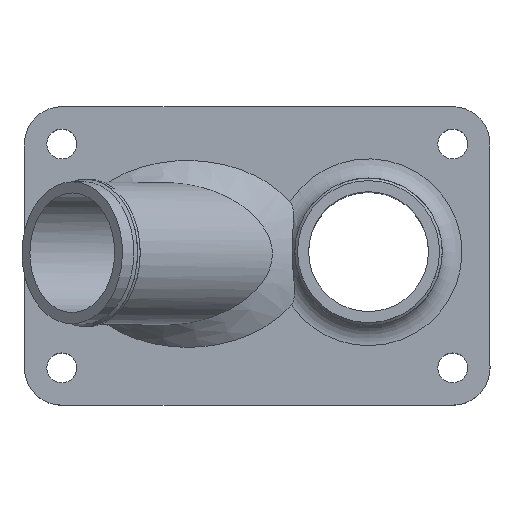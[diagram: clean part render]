
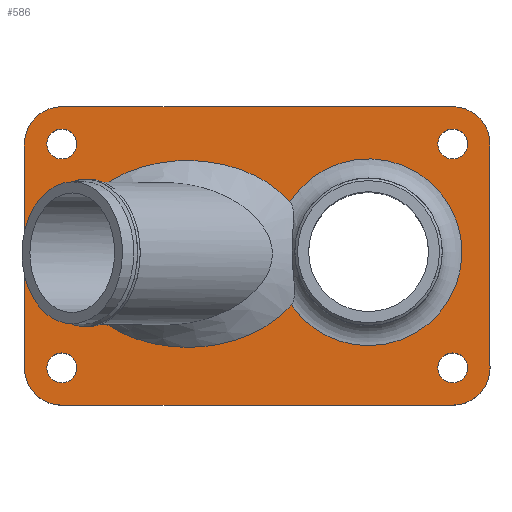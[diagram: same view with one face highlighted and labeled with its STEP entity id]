
A CAD part, front view. The second image highlights one B-rep face of the part: STEP entity #586.
In plain terms, the highlighted planar face has unit normal (0, -1, 0.007).
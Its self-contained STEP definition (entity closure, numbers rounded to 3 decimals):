
#30=B_SPLINE_CURVE_WITH_KNOTS('',3,(#1068,#1069,#1070,#1071,#1072,#1073,
#1074,#1075,#1076,#1077,#1078,#1079,#1080,#1081,#1082,#1083,#1084),
 .UNSPECIFIED.,.F.,.F.,(4,1,1,1,1,1,1,1,1,1,1,1,1,1,4),(-2.584,
-2.244,-1.795,-1.346,-1.047,
-0.748,-0.449,-0.15,0.15,
0.449,0.748,1.346,1.646,2.244,
2.608),.UNSPECIFIED.);
#54=FACE_BOUND('',#135,.T.);
#55=FACE_BOUND('',#136,.T.);
#56=FACE_BOUND('',#137,.T.);
#57=FACE_BOUND('',#138,.T.);
#58=FACE_BOUND('',#139,.T.);
#71=PLANE('',#661);
#94=FACE_OUTER_BOUND('',#134,.T.);
#134=EDGE_LOOP('',(#473,#474,#475,#476,#477,#478,#479,#480));
#135=EDGE_LOOP('',(#481));
#136=EDGE_LOOP('',(#482));
#137=EDGE_LOOP('',(#483));
#138=EDGE_LOOP('',(#484));
#139=EDGE_LOOP('',(#485,#486,#487));
#172=LINE('',#1048,#204);
#173=LINE('',#1052,#205);
#174=LINE('',#1056,#206);
#175=LINE('',#1059,#207);
#204=VECTOR('',#801,10.);
#205=VECTOR('',#804,10.);
#206=VECTOR('',#807,10.);
#207=VECTOR('',#810,10.);
#249=CIRCLE('',#659,12.525);
#250=CIRCLE('',#660,12.525);
#251=CIRCLE('',#662,5.);
#252=CIRCLE('',#663,5.);
#253=CIRCLE('',#664,5.);
#254=CIRCLE('',#665,5.);
#255=CIRCLE('',#666,2.);
#256=CIRCLE('',#667,2.);
#257=CIRCLE('',#668,2.);
#258=CIRCLE('',#669,2.);
#292=VERTEX_POINT('',#990);
#293=VERTEX_POINT('',#992);
#295=VERTEX_POINT('',#1021);
#296=VERTEX_POINT('',#1044);
#297=VERTEX_POINT('',#1045);
#298=VERTEX_POINT('',#1047);
#299=VERTEX_POINT('',#1049);
#300=VERTEX_POINT('',#1051);
#301=VERTEX_POINT('',#1053);
#302=VERTEX_POINT('',#1055);
#303=VERTEX_POINT('',#1057);
#304=VERTEX_POINT('',#1060);
#305=VERTEX_POINT('',#1062);
#306=VERTEX_POINT('',#1064);
#307=VERTEX_POINT('',#1066);
#357=EDGE_CURVE('',#292,#293,#249,.T.);
#360=EDGE_CURVE('',#295,#292,#250,.T.);
#361=EDGE_CURVE('',#296,#297,#251,.F.);
#362=EDGE_CURVE('',#296,#298,#172,.F.);
#363=EDGE_CURVE('',#299,#298,#252,.F.);
#364=EDGE_CURVE('',#299,#300,#173,.F.);
#365=EDGE_CURVE('',#301,#300,#253,.F.);
#366=EDGE_CURVE('',#301,#302,#174,.F.);
#367=EDGE_CURVE('',#303,#302,#254,.F.);
#368=EDGE_CURVE('',#303,#297,#175,.F.);
#369=EDGE_CURVE('',#304,#304,#255,.F.);
#370=EDGE_CURVE('',#305,#305,#256,.F.);
#371=EDGE_CURVE('',#306,#306,#257,.F.);
#372=EDGE_CURVE('',#307,#307,#258,.F.);
#373=EDGE_CURVE('',#293,#295,#30,.T.);
#473=ORIENTED_EDGE('',*,*,#361,.F.);
#474=ORIENTED_EDGE('',*,*,#362,.T.);
#475=ORIENTED_EDGE('',*,*,#363,.F.);
#476=ORIENTED_EDGE('',*,*,#364,.T.);
#477=ORIENTED_EDGE('',*,*,#365,.F.);
#478=ORIENTED_EDGE('',*,*,#366,.T.);
#479=ORIENTED_EDGE('',*,*,#367,.F.);
#480=ORIENTED_EDGE('',*,*,#368,.T.);
#481=ORIENTED_EDGE('',*,*,#369,.T.);
#482=ORIENTED_EDGE('',*,*,#370,.T.);
#483=ORIENTED_EDGE('',*,*,#371,.T.);
#484=ORIENTED_EDGE('',*,*,#372,.T.);
#485=ORIENTED_EDGE('',*,*,#360,.F.);
#486=ORIENTED_EDGE('',*,*,#373,.F.);
#487=ORIENTED_EDGE('',*,*,#357,.F.);
#586=ADVANCED_FACE('',(#94,#54,#55,#56,#57,#58),#71,.T.);
#659=AXIS2_PLACEMENT_3D('',#993,#793,#794);
#660=AXIS2_PLACEMENT_3D('',#1042,#795,#796);
#661=AXIS2_PLACEMENT_3D('',#1043,#797,#798);
#662=AXIS2_PLACEMENT_3D('',#1046,#799,#800);
#663=AXIS2_PLACEMENT_3D('',#1050,#802,#803);
#664=AXIS2_PLACEMENT_3D('',#1054,#805,#806);
#665=AXIS2_PLACEMENT_3D('',#1058,#808,#809);
#666=AXIS2_PLACEMENT_3D('',#1061,#811,#812);
#667=AXIS2_PLACEMENT_3D('',#1063,#813,#814);
#668=AXIS2_PLACEMENT_3D('',#1065,#815,#816);
#669=AXIS2_PLACEMENT_3D('',#1067,#817,#818);
#793=DIRECTION('center_axis',(0.,-1.,0.007));
#794=DIRECTION('ref_axis',(1.,0.,0.014));
#795=DIRECTION('center_axis',(0.,-1.,0.007));
#796=DIRECTION('ref_axis',(1.,0.,0.014));
#797=DIRECTION('center_axis',(0.,-1.,0.007));
#798=DIRECTION('ref_axis',(0.,-0.007,-1.));
#799=DIRECTION('center_axis',(0.,-1.,0.007));
#800=DIRECTION('ref_axis',(0.707,-0.005,-0.707));
#801=DIRECTION('',(0.,-0.007,-1.));
#802=DIRECTION('center_axis',(0.,-1.,0.007));
#803=DIRECTION('ref_axis',(0.707,0.005,0.707));
#804=DIRECTION('',(1.,0.,0.));
#805=DIRECTION('center_axis',(0.,-1.,0.007));
#806=DIRECTION('ref_axis',(-0.707,0.005,0.707));
#807=DIRECTION('',(0.,0.007,1.));
#808=DIRECTION('center_axis',(0.,-1.,0.007));
#809=DIRECTION('ref_axis',(-0.707,-0.005,-0.707));
#810=DIRECTION('',(-1.,0.,0.));
#811=DIRECTION('center_axis',(0.,-1.,0.007));
#812=DIRECTION('ref_axis',(0.,0.007,1.));
#813=DIRECTION('center_axis',(0.,-1.,0.007));
#814=DIRECTION('ref_axis',(0.,0.007,1.));
#815=DIRECTION('center_axis',(0.,-1.,0.007));
#816=DIRECTION('ref_axis',(0.,0.007,1.));
#817=DIRECTION('center_axis',(0.,-1.,0.007));
#818=DIRECTION('ref_axis',(0.,0.007,1.));
#990=CARTESIAN_POINT('',(50.594,-73.223,36.93));
#992=CARTESIAN_POINT('',(40.051,-73.088,56.216));
#993=CARTESIAN_POINT('Origin',(50.594,-73.135,49.455));
#1021=CARTESIAN_POINT('',(40.229,-73.184,42.422));
#1042=CARTESIAN_POINT('Origin',(50.594,-73.135,49.455));
#1043=CARTESIAN_POINT('Origin',(33.158,-72.788,99.204));
#1044=CARTESIAN_POINT('',(66.877,-73.243,33.958));
#1045=CARTESIAN_POINT('',(61.877,-73.278,28.958));
#1046=CARTESIAN_POINT('Origin',(61.877,-73.243,33.958));
#1047=CARTESIAN_POINT('',(66.877,-73.034,63.968));
#1048=CARTESIAN_POINT('',(66.877,-73.033,64.081));
#1049=CARTESIAN_POINT('',(61.877,-72.999,68.968));
#1050=CARTESIAN_POINT('Origin',(61.877,-73.034,63.968));
#1051=CARTESIAN_POINT('',(9.466,-72.999,68.968));
#1052=CARTESIAN_POINT('',(50.018,-72.999,68.968));
#1053=CARTESIAN_POINT('',(4.466,-73.034,63.968));
#1054=CARTESIAN_POINT('Origin',(9.466,-73.034,63.968));
#1055=CARTESIAN_POINT('',(4.466,-73.243,33.958));
#1056=CARTESIAN_POINT('',(4.466,-72.893,84.086));
#1057=CARTESIAN_POINT('',(9.466,-73.278,28.958));
#1058=CARTESIAN_POINT('Origin',(9.466,-73.243,33.958));
#1059=CARTESIAN_POINT('',(18.812,-73.278,28.958));
#1060=CARTESIAN_POINT('',(7.466,-73.243,33.958));
#1061=CARTESIAN_POINT('Origin',(9.466,-73.243,33.958));
#1062=CARTESIAN_POINT('',(7.466,-73.034,63.968));
#1063=CARTESIAN_POINT('Origin',(9.466,-73.034,63.968));
#1064=CARTESIAN_POINT('',(59.877,-73.243,33.958));
#1065=CARTESIAN_POINT('Origin',(61.877,-73.243,33.958));
#1066=CARTESIAN_POINT('',(59.877,-73.034,63.968));
#1067=CARTESIAN_POINT('Origin',(61.877,-73.034,63.968));
#1068=CARTESIAN_POINT('Ctrl Pts',(40.051,-73.088,56.217));
#1069=CARTESIAN_POINT('Ctrl Pts',(39.001,-73.08,57.417));
#1070=CARTESIAN_POINT('Ctrl Pts',(35.989,-73.063,59.785));
#1071=CARTESIAN_POINT('Ctrl Pts',(29.958,-73.049,61.838));
#1072=CARTESIAN_POINT('Ctrl Pts',(23.61,-73.049,61.856));
#1073=CARTESIAN_POINT('Ctrl Pts',(18.419,-73.058,60.438));
#1074=CARTESIAN_POINT('Ctrl Pts',(14.535,-73.073,58.279));
#1075=CARTESIAN_POINT('Ctrl Pts',(11.54,-73.095,55.228));
#1076=CARTESIAN_POINT('Ctrl Pts',(9.815,-73.122,51.387));
#1077=CARTESIAN_POINT('Ctrl Pts',(9.806,-73.151,47.173));
#1078=CARTESIAN_POINT('Ctrl Pts',(11.505,-73.178,43.321));
#1079=CARTESIAN_POINT('Ctrl Pts',(15.477,-73.206,39.229));
#1080=CARTESIAN_POINT('Ctrl Pts',(21.23,-73.223,36.917));
#1081=CARTESIAN_POINT('Ctrl Pts',(29.061,-73.226,36.481));
#1082=CARTESIAN_POINT('Ctrl Pts',(35.478,-73.214,38.207));
#1083=CARTESIAN_POINT('Ctrl Pts',(39.136,-73.193,41.116));
#1084=CARTESIAN_POINT('Ctrl Pts',(40.229,-73.184,42.422));
